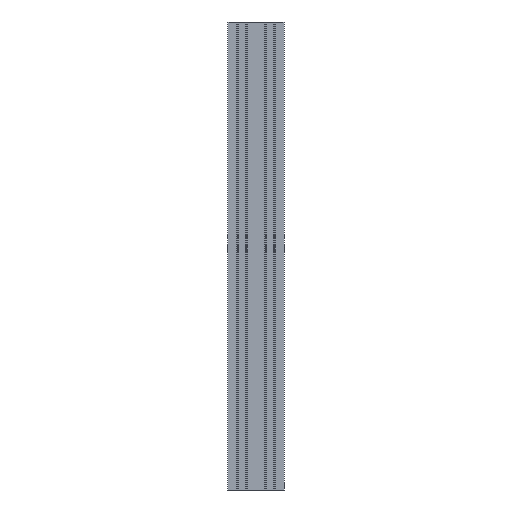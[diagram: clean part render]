
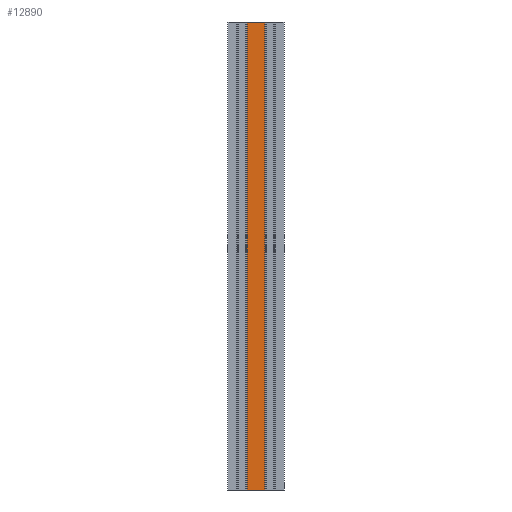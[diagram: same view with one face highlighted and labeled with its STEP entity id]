
A CAD part, front view. The second image highlights one B-rep face of the part: STEP entity #12890.
In plain terms, the highlighted planar face has unit normal (0, -1, 0).
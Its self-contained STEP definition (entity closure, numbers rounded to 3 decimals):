
#304 = LINE ( 'NONE', #10520, #3604 ) ;
#496 = LINE ( 'NONE', #16036, #11222 ) ;
#548 = VECTOR ( 'NONE', #17098, 1000. ) ;
#549 = ORIENTED_EDGE ( 'NONE', *, *, #3944, .T. ) ;
#1425 = VECTOR ( 'NONE', #9911, 1000. ) ;
#2095 = DIRECTION ( 'NONE',  ( 0., 0., -1. ) ) ;
#2153 = FACE_OUTER_BOUND ( 'NONE', #13845, .T. ) ;
#2553 = VERTEX_POINT ( 'NONE', #7616 ) ;
#3325 = VERTEX_POINT ( 'NONE', #8953 ) ;
#3604 = VECTOR ( 'NONE', #2095, 1000. ) ;
#3936 = DIRECTION ( 'NONE',  ( 0., 1., 0. ) ) ;
#3944 = EDGE_CURVE ( 'NONE', #3325, #2553, #304, .T. ) ;
#4308 = LINE ( 'NONE', #10152, #548 ) ;
#4944 = DIRECTION ( 'NONE',  ( 1., 0., 0. ) ) ;
#5670 = EDGE_CURVE ( 'NONE', #3325, #10557, #12580, .T. ) ;
#5719 = EDGE_CURVE ( 'NONE', #10557, #10992, #4308, .T. ) ;
#6669 = PLANE ( 'NONE',  #8095 ) ;
#7262 = EDGE_CURVE ( 'NONE', #2553, #10992, #496, .T. ) ;
#7616 = CARTESIAN_POINT ( 'NONE',  ( -9.5, -15., 0. ) ) ;
#8095 = AXIS2_PLACEMENT_3D ( 'NONE', #10896, #3936, #13671 ) ;
#8953 = CARTESIAN_POINT ( 'NONE',  ( -9.5, -15., 500. ) ) ;
#9911 = DIRECTION ( 'NONE',  ( 1., 0., 0. ) ) ;
#9973 = CARTESIAN_POINT ( 'NONE',  ( -9.5, -15., 500. ) ) ;
#10116 = ORIENTED_EDGE ( 'NONE', *, *, #7262, .T. ) ;
#10152 = CARTESIAN_POINT ( 'NONE',  ( 9.5, -15., 500. ) ) ;
#10520 = CARTESIAN_POINT ( 'NONE',  ( -9.5, -15., 500. ) ) ;
#10557 = VERTEX_POINT ( 'NONE', #13822 ) ;
#10896 = CARTESIAN_POINT ( 'NONE',  ( -9.5, -15., 500. ) ) ;
#10992 = VERTEX_POINT ( 'NONE', #13808 ) ;
#11222 = VECTOR ( 'NONE', #4944, 1000. ) ;
#12580 = LINE ( 'NONE', #9973, #1425 ) ;
#12890 = ADVANCED_FACE ( 'NONE', ( #2153 ), #6669, .F. ) ;
#13671 = DIRECTION ( 'NONE',  ( 0., 0., 1. ) ) ;
#13808 = CARTESIAN_POINT ( 'NONE',  ( 9.5, -15., 0. ) ) ;
#13822 = CARTESIAN_POINT ( 'NONE',  ( 9.5, -15., 500. ) ) ;
#13845 = EDGE_LOOP ( 'NONE', ( #10116, #14693, #15588, #549 ) ) ;
#14693 = ORIENTED_EDGE ( 'NONE', *, *, #5719, .F. ) ;
#15588 = ORIENTED_EDGE ( 'NONE', *, *, #5670, .F. ) ;
#16036 = CARTESIAN_POINT ( 'NONE',  ( -9.5, -15., 0. ) ) ;
#17098 = DIRECTION ( 'NONE',  ( 0., 0., -1. ) ) ;
